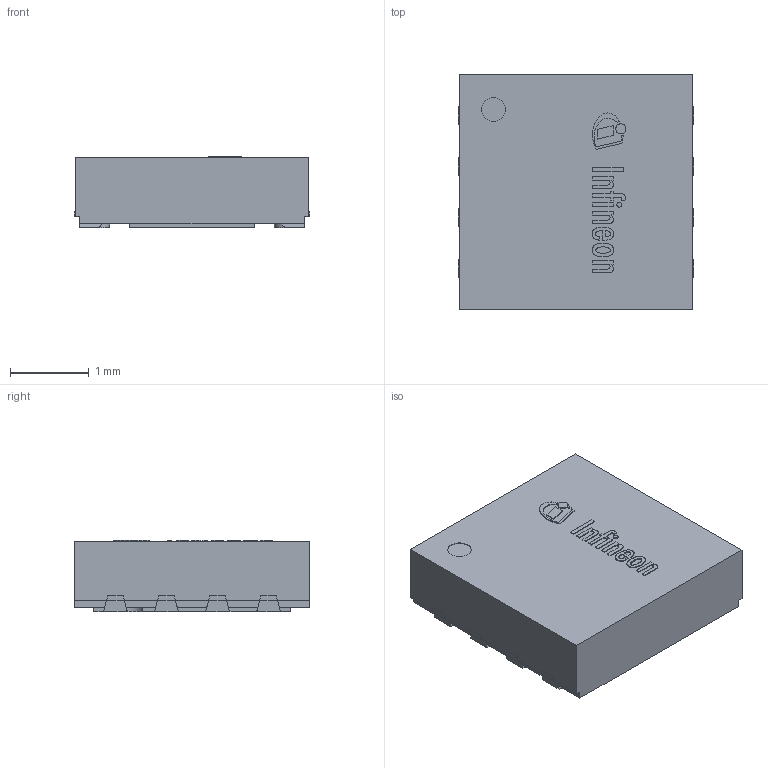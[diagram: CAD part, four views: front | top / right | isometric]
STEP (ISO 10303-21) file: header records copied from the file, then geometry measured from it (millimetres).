
FILE_DESCRIPTION(/* description */ (''),/* implementation_level */ '2;1');
FILE_NAME(/* name */ 'PG-VSON-8-2_Z8B00192873_V04_3D.stp',/* time_stamp */ '2021-02-18T17:24:24+06:00',/* author */ ('janartha'),/* organization */ (''),/* preprocessor_version */ 'ST-DEVELOPER v16.13',/* originating_system */ 'AutoCAD Mechanical',/* authorisation */ '');
FILE_SCHEMA (('AUTOMOTIVE_DESIGN { 1 0 10303 214 3 1 1 }'));
Length unit declared in the file: millimetre
Products named in the file (1): Product
Bounding box: 3 x 3 x 0.91 mm (x, y, z)
Volume: 7.8 mm3; surface area: 44.1 mm2
Topology: 23 solids, 23 shells, 359 faces, 933 edges, 622 vertices
Faces by surface type: plane 202, cylinder 157
Full cylindrical faces by diameter (mm): 0.062 x1, 0.129 x1, 0.3 x2
Entity records: 11100 total; most frequent: DIRECTION 1995, CARTESIAN_POINT 1911, ORIENTED_EDGE 1858, EDGE_CURVE 929, AXIS2_PLACEMENT_3D 706, VERTEX_POINT 622, LINE 583, VECTOR 583
